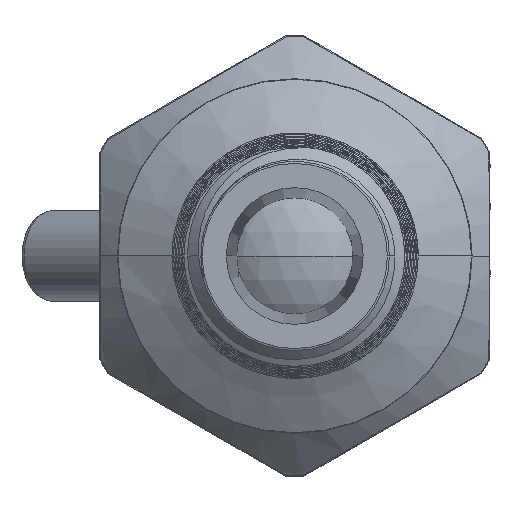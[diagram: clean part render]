
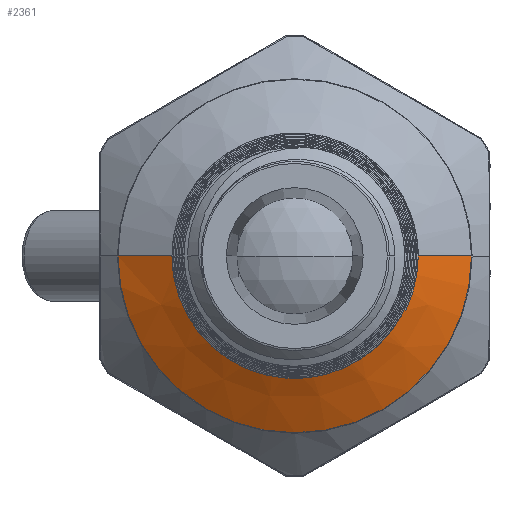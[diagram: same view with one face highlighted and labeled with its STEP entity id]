
A CAD part, front view. The second image highlights one B-rep face of the part: STEP entity #2361.
In plain terms, the highlighted conical face has half-angle 60 degrees and reference radius 7.665 mm.
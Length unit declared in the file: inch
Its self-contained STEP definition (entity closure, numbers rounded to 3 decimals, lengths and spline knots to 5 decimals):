
#132 = B_SPLINE_CURVE_WITH_KNOTS ( 'NONE', 3,
 ( #10781, #10770, #10765, #10764, #10763, #10762, #10761, #10760, #10759, #10758, #10757, #10756, #10755, #10754, #10753, #10752, #10751, #10750, #10749, #10748, #10747, #10746, #10745, #10744, #10743 ),
 .UNSPECIFIED., .F., .F.,
 ( 4, 2, 2, 2, 2, 2, 2, 2, 1, 2, 2, 2, 4 ),
 ( 0.01865, 0.01926, 0.01987, 0.02048, 0.02109, 0.02232, 0.02354, 0.02415, 0.02476, 0.02537, 0.02599, 0.02721, 0.02843 ),
 .UNSPECIFIED. ) ;
#133 = B_SPLINE_CURVE_WITH_KNOTS ( 'NONE', 3,
 ( #10769, #10774, #10741, #10740, #10739, #10738, #10737, #10736 ),
 .UNSPECIFIED., .F., .F.,
 ( 4, 2, 2, 4 ),
 ( 0., 0.00153, 0.00229, 0.00305 ),
 .UNSPECIFIED. ) ;
#197 = B_SPLINE_CURVE_WITH_KNOTS ( 'NONE', 3,
 ( #8541, #8540, #8548, #8549, #8550, #8551, #8552, #8553, #8554, #8555 ),
 .UNSPECIFIED., .F., .F.,
 ( 4, 3, 3, 4 ),
 ( 0., 0.00022, 0.00044, 0.00077 ),
 .UNSPECIFIED. ) ;
#360 = CARTESIAN_POINT ( 'NONE',  ( -0.19501, -0.38972, 0. ) ) ;
#370 = CARTESIAN_POINT ( 'NONE',  ( 0.30119, -0.32841, 0. ) ) ;
#376 = CARTESIAN_POINT ( 'NONE',  ( -0.30121, -0.32841, 0. ) ) ;
#850 = CARTESIAN_POINT ( 'NONE',  ( -0.00001, -0.32809, 0. ) ) ;
#852 = DIRECTION ( 'NONE',  ( -1., 0., 0. ) ) ;
#854 = DIRECTION ( 'NONE',  ( 0., 1., 0. ) ) ;
#2361 = ADVANCED_FACE ( 'NONE', ( #20520 ), #20526, .T. ) ;
#4652 = AXIS2_PLACEMENT_3D ( 'NONE', #850, #854, #852 ) ;
#4881 = AXIS2_PLACEMENT_3D ( 'NONE', #10768, #10767, #10766 ) ;
#4882 = AXIS2_PLACEMENT_3D ( 'NONE', #10732, #10731, #10730 ) ;
#8540 = CARTESIAN_POINT ( 'NONE',  ( 0.16748, -0.39455, -0.08234 ) ) ;
#8541 = CARTESIAN_POINT ( 'NONE',  ( 0.16526, -0.39598, -0.08125 ) ) ;
#8548 = CARTESIAN_POINT ( 'NONE',  ( 0.1697, -0.39313, -0.08343 ) ) ;
#8549 = CARTESIAN_POINT ( 'NONE',  ( 0.17191, -0.3917, -0.08452 ) ) ;
#8550 = CARTESIAN_POINT ( 'NONE',  ( 0.17413, -0.39027, -0.08561 ) ) ;
#8551 = CARTESIAN_POINT ( 'NONE',  ( 0.17635, -0.38885, -0.0867 ) ) ;
#8552 = CARTESIAN_POINT ( 'NONE',  ( 0.17857, -0.38742, -0.08779 ) ) ;
#8553 = CARTESIAN_POINT ( 'NONE',  ( 0.18201, -0.38521, -0.08947 ) ) ;
#8554 = CARTESIAN_POINT ( 'NONE',  ( 0.18545, -0.383, -0.09116 ) ) ;
#8555 = CARTESIAN_POINT ( 'NONE',  ( 0.18888, -0.38078, -0.09285 ) ) ;
#10730 = DIRECTION ( 'NONE',  ( -1., 0., 0. ) ) ;
#10731 = DIRECTION ( 'NONE',  ( 0., 1., 0. ) ) ;
#10732 = CARTESIAN_POINT ( 'NONE',  ( -0.00001, -0.38078, 0. ) ) ;
#10736 = CARTESIAN_POINT ( 'NONE',  ( 0.16526, -0.39598, -0.08125 ) ) ;
#10737 = CARTESIAN_POINT ( 'NONE',  ( 0.16086, -0.39597, -0.09024 ) ) ;
#10738 = CARTESIAN_POINT ( 'NONE',  ( 0.15573, -0.39595, -0.09887 ) ) ;
#10739 = CARTESIAN_POINT ( 'NONE',  ( 0.14418, -0.39593, -0.11514 ) ) ;
#10740 = CARTESIAN_POINT ( 'NONE',  ( 0.13781, -0.39592, -0.12272 ) ) ;
#10741 = CARTESIAN_POINT ( 'NONE',  ( 0.11696, -0.39588, -0.14384 ) ) ;
#10743 = CARTESIAN_POINT ( 'NONE',  ( 0.08269, -0.39583, -0.16484 ) ) ;
#10744 = CARTESIAN_POINT ( 'NONE',  ( 0.06838, -0.39556, -0.17253 ) ) ;
#10745 = CARTESIAN_POINT ( 'NONE',  ( 0.05332, -0.39531, -0.17823 ) ) ;
#10746 = CARTESIAN_POINT ( 'NONE',  ( 0.02173, -0.39478, -0.18567 ) ) ;
#10747 = CARTESIAN_POINT ( 'NONE',  ( 0.00573, -0.39453, -0.18728 ) ) ;
#10748 = CARTESIAN_POINT ( 'NONE',  ( -0.01835, -0.39414, -0.18662 ) ) ;
#10749 = CARTESIAN_POINT ( 'NONE',  ( -0.02647, -0.39401, -0.18587 ) ) ;
#10750 = CARTESIAN_POINT ( 'NONE',  ( -0.04242, -0.39375, -0.18335 ) ) ;
#10751 = CARTESIAN_POINT ( 'NONE',  ( -0.05808, -0.3935, -0.17982 ) ) ;
#10752 = CARTESIAN_POINT ( 'NONE',  ( -0.07316, -0.39324, -0.17435 ) ) ;
#10753 = CARTESIAN_POINT ( 'NONE',  ( -0.08794, -0.39298, -0.16789 ) ) ;
#10754 = CARTESIAN_POINT ( 'NONE',  ( -0.09519, -0.39286, -0.16414 ) ) ;
#10755 = CARTESIAN_POINT ( 'NONE',  ( -0.11586, -0.39248, -0.15173 ) ) ;
#10756 = CARTESIAN_POINT ( 'NONE',  ( -0.12846, -0.39222, -0.14184 ) ) ;
#10757 = CARTESIAN_POINT ( 'NONE',  ( -0.15121, -0.39171, -0.1187 ) ) ;
#10758 = CARTESIAN_POINT ( 'NONE',  ( -0.16093, -0.39146, -0.10591 ) ) ;
#10759 = CARTESIAN_POINT ( 'NONE',  ( -0.17302, -0.39109, -0.08508 ) ) ;
#10760 = CARTESIAN_POINT ( 'NONE',  ( -0.17665, -0.39096, -0.0778 ) ) ;
#10761 = CARTESIAN_POINT ( 'NONE',  ( -0.18294, -0.39071, -0.06291 ) ) ;
#10762 = CARTESIAN_POINT ( 'NONE',  ( -0.1856, -0.39059, -0.05533 ) ) ;
#10763 = CARTESIAN_POINT ( 'NONE',  ( -0.18995, -0.39034, -0.03993 ) ) ;
#10764 = CARTESIAN_POINT ( 'NONE',  ( -0.19165, -0.39022, -0.0321 ) ) ;
#10765 = CARTESIAN_POINT ( 'NONE',  ( -0.19407, -0.38997, -0.01618 ) ) ;
#10766 = DIRECTION ( 'NONE',  ( 1., 0., 0. ) ) ;
#10767 = DIRECTION ( 'NONE',  ( 0., -1., 0. ) ) ;
#10768 = CARTESIAN_POINT ( 'NONE',  ( -0.00001, -0.32841, 0. ) ) ;
#10769 = CARTESIAN_POINT ( 'NONE',  ( 0.08269, -0.39583, -0.16484 ) ) ;
#10770 = CARTESIAN_POINT ( 'NONE',  ( -0.1948, -0.38984, -0.00805 ) ) ;
#10774 = CARTESIAN_POINT ( 'NONE',  ( 0.10057, -0.39586, -0.15581 ) ) ;
#10781 = CARTESIAN_POINT ( 'NONE',  ( -0.19501, -0.38972, 0. ) ) ;
#11858 = VERTEX_POINT ( 'NONE', #376 ) ;
#11859 = VERTEX_POINT ( 'NONE', #370 ) ;
#11898 = VERTEX_POINT ( 'NONE', #360 ) ;
#12748 = ORIENTED_EDGE ( 'NONE', *, *, #18675, .T. ) ;
#12750 = ORIENTED_EDGE ( 'NONE', *, *, #21508, .T. ) ;
#12752 = ORIENTED_EDGE ( 'NONE', *, *, #18676, .F. ) ;
#12754 = ORIENTED_EDGE ( 'NONE', *, *, #18677, .F. ) ;
#12756 = ORIENTED_EDGE ( 'NONE', *, *, #21403, .F. ) ;
#12758 = ORIENTED_EDGE ( 'NONE', *, *, #18678, .T. ) ;
#12760 = ORIENTED_EDGE ( 'NONE', *, *, #21509, .F. ) ;
#13669 = VERTEX_POINT ( 'NONE', #18250 ) ;
#13670 = VERTEX_POINT ( 'NONE', #18277 ) ;
#13672 = VERTEX_POINT ( 'NONE', #18165 ) ;
#13765 = VERTEX_POINT ( 'NONE', #18293 ) ;
#14820 = CIRCLE ( 'NONE', #4881, 0.3012 ) ;
#14842 = CIRCLE ( 'NONE', #4882, 0.21048 ) ;
#15439 = EDGE_LOOP ( 'NONE', ( #12760, #12758, #12756, #12754, #12752, #12750, #12748 ) ) ;
#17116 = LINE ( 'NONE', #25607, #17138 ) ;
#17137 = LINE ( 'NONE', #25609, #17140 ) ;
#17138 = VECTOR ( 'NONE', #25608, 39.37008 ) ;
#17140 = VECTOR ( 'NONE', #25611, 39.37008 ) ;
#18165 = CARTESIAN_POINT ( 'NONE',  ( 0.16526, -0.39598, -0.08125 ) ) ;
#18250 = CARTESIAN_POINT ( 'NONE',  ( 0.08269, -0.39583, -0.16484 ) ) ;
#18277 = CARTESIAN_POINT ( 'NONE',  ( 0.18888, -0.38078, -0.09285 ) ) ;
#18293 = CARTESIAN_POINT ( 'NONE',  ( 0.21047, -0.38078, 0. ) ) ;
#18675 = EDGE_CURVE ( 'NONE', #11858, #11859, #14820, .T. ) ;
#18676 = EDGE_CURVE ( 'NONE', #11898, #13669, #132, .T. ) ;
#18677 = EDGE_CURVE ( 'NONE', #13669, #13672, #133, .T. ) ;
#18678 = EDGE_CURVE ( 'NONE', #13765, #13670, #14842, .T. ) ;
#20520 = FACE_OUTER_BOUND ( 'NONE', #15439, .T. ) ;
#20526 = CONICAL_SURFACE ( 'NONE', #4652, 0.30175, 1.047 ) ;
#21403 = EDGE_CURVE ( 'NONE', #13672, #13670, #197, .T. ) ;
#21508 = EDGE_CURVE ( 'NONE', #11898, #11858, #17116, .T. ) ;
#21509 = EDGE_CURVE ( 'NONE', #13765, #11859, #17137, .T. ) ;
#25607 = CARTESIAN_POINT ( 'NONE',  ( -0.30176, -0.32809, 0. ) ) ;
#25608 = DIRECTION ( 'NONE',  ( -0.866, 0.5, 0. ) ) ;
#25609 = CARTESIAN_POINT ( 'NONE',  ( 0.30175, -0.32809, 0. ) ) ;
#25611 = DIRECTION ( 'NONE',  ( 0.866, 0.5, 0. ) ) ;
